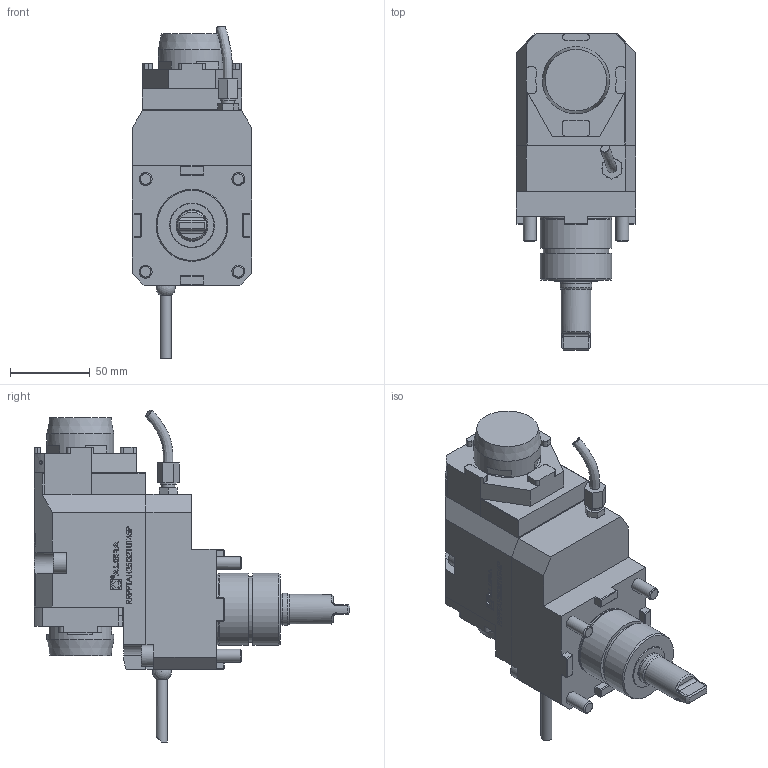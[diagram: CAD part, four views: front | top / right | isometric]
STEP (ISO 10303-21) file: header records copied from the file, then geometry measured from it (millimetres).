
FILE_DESCRIPTION (( 'STEP AP214' ), '1' );
FILE_NAME ('RRPPTAH25I321UT45P.STEP', '2025-09-24T07:57:11', ( '' ), ( '' ), 'SwSTEP 2.0', 'SolidWorks 2023', '' );
FILE_SCHEMA (( 'AUTOMOTIVE_DESIGN' ));
Length unit declared in the file: millimetre
Products named in the file (1): RRPPTAH25I321UT45P
Bounding box: 75 x 197.7 x 207.81 mm (x, y, z)
Volume: 984540 mm3; surface area: 81128.2 mm2
Topology: 1 solids, 1 shells, 687 faces, 1791 edges, 1180 vertices
Faces by surface type: plane 480, cylinder 91, bspline 88, cone 21, torus 6, sphere 1
Full cylindrical faces by diameter (mm): 1.7 x1, 2.1 x1, 4 x1, 6.366 x1, 7 x1, 8 x4, 8.15 x1, 9.8 x1, 13 x4, 18.7 x1, 19 x1, 20 x1, 41 x1, 42 x2, 44.6 x1, 45 x2
Entity records: 30175 total; most frequent: CARTESIAN_POINT 10214, ORIENTED_EDGE 3454, DIRECTION 2933, EDGE_CURVE 1727, VECTOR 1291, LINE 1291, VERTEX_POINT 1161, AXIS2_PLACEMENT_3D 821
